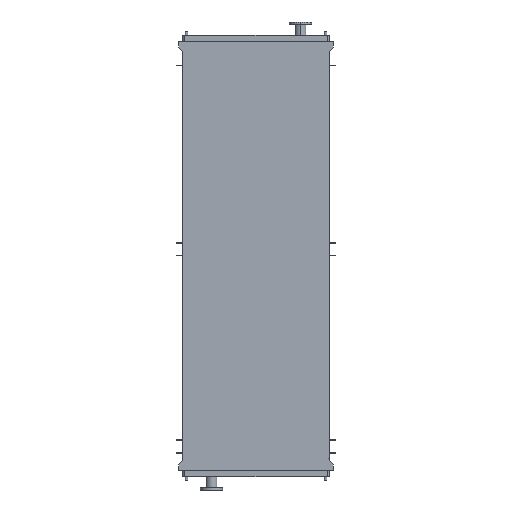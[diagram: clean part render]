
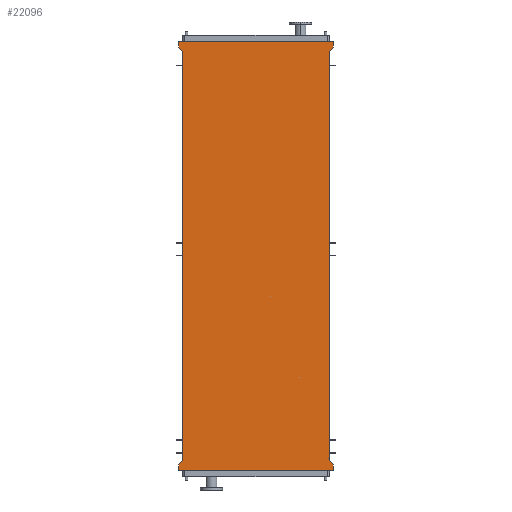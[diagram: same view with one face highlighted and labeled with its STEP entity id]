
A CAD part, front view. The second image highlights one B-rep face of the part: STEP entity #22096.
In plain terms, the highlighted planar face has unit normal (0, -1, 0).
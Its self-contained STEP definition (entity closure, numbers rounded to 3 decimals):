
#403 = EDGE_CURVE ( 'NONE', #8956, #11933, #3879, .T. ) ;
#529 = DIRECTION ( 'NONE',  ( 1., 0., 0. ) ) ;
#878 = VERTEX_POINT ( 'NONE', #23207 ) ;
#1305 = LINE ( 'NONE', #14161, #10488 ) ;
#1990 = PLANE ( 'NONE',  #8065 ) ;
#2121 = VECTOR ( 'NONE', #529, 1000. ) ;
#2983 = DIRECTION ( 'NONE',  ( 0., -1., 0. ) ) ;
#3227 = EDGE_CURVE ( 'NONE', #7709, #7210, #5321, .T. ) ;
#3595 = LINE ( 'NONE', #7479, #8099 ) ;
#3782 = VECTOR ( 'NONE', #9370, 1000. ) ;
#3815 = VECTOR ( 'NONE', #5558, 1000. ) ;
#3879 = LINE ( 'NONE', #16359, #22824 ) ;
#3974 = EDGE_CURVE ( 'NONE', #22130, #878, #12894, .T. ) ;
#4017 = VERTEX_POINT ( 'NONE', #4596 ) ;
#4066 = CARTESIAN_POINT ( 'NONE',  ( -771., 0., 95. ) ) ;
#4110 = EDGE_CURVE ( 'NONE', #878, #8956, #5084, .T. ) ;
#4272 = ORIENTED_EDGE ( 'NONE', *, *, #22952, .F. ) ;
#4596 = CARTESIAN_POINT ( 'NONE',  ( 725., 0., -4050. ) ) ;
#4961 = DIRECTION ( 'NONE',  ( 0., 0., 1. ) ) ;
#5084 = LINE ( 'NONE', #17936, #8793 ) ;
#5244 = ORIENTED_EDGE ( 'NONE', *, *, #16876, .F. ) ;
#5321 = LINE ( 'NONE', #23881, #3815 ) ;
#5503 = CARTESIAN_POINT ( 'NONE',  ( -771., 0., -4103. ) ) ;
#5515 = EDGE_CURVE ( 'NONE', #7210, #6012, #10926, .T. ) ;
#5558 = DIRECTION ( 'NONE',  ( 0., 0., -1. ) ) ;
#5580 = ORIENTED_EDGE ( 'NONE', *, *, #403, .F. ) ;
#5590 = CARTESIAN_POINT ( 'NONE',  ( -771., 0., -4145. ) ) ;
#6012 = VERTEX_POINT ( 'NONE', #13622 ) ;
#6113 = CARTESIAN_POINT ( 'NONE',  ( 771., 0., 95. ) ) ;
#6531 = CARTESIAN_POINT ( 'NONE',  ( 725., 0., -4050. ) ) ;
#6726 = ORIENTED_EDGE ( 'NONE', *, *, #5515, .F. ) ;
#6853 = CARTESIAN_POINT ( 'NONE',  ( 771., 0., 53. ) ) ;
#7142 = VECTOR ( 'NONE', #23911, 1000. ) ;
#7210 = VERTEX_POINT ( 'NONE', #9667 ) ;
#7479 = CARTESIAN_POINT ( 'NONE',  ( -771., 0., -4103. ) ) ;
#7575 = EDGE_CURVE ( 'NONE', #4017, #19342, #8578, .T. ) ;
#7709 = VERTEX_POINT ( 'NONE', #21814 ) ;
#7742 = LINE ( 'NONE', #15136, #22501 ) ;
#7848 = EDGE_CURVE ( 'NONE', #22321, #17390, #7742, .T. ) ;
#8065 = AXIS2_PLACEMENT_3D ( 'NONE', #19610, #2983, #10389 ) ;
#8099 = VECTOR ( 'NONE', #14873, 1000. ) ;
#8159 = LINE ( 'NONE', #10207, #15652 ) ;
#8385 = DIRECTION ( 'NONE',  ( 0.655, 0., -0.755 ) ) ;
#8578 = LINE ( 'NONE', #6531, #9700 ) ;
#8793 = VECTOR ( 'NONE', #14523, 1000. ) ;
#8956 = VERTEX_POINT ( 'NONE', #17123 ) ;
#9214 = CARTESIAN_POINT ( 'NONE',  ( 725., 0., 0. ) ) ;
#9370 = DIRECTION ( 'NONE',  ( 0.655, 0., 0.755 ) ) ;
#9667 = CARTESIAN_POINT ( 'NONE',  ( 771., 0., -4145. ) ) ;
#9700 = VECTOR ( 'NONE', #21331, 1000. ) ;
#10207 = CARTESIAN_POINT ( 'NONE',  ( 771., 0., -4103. ) ) ;
#10389 = DIRECTION ( 'NONE',  ( 0., 0., -1. ) ) ;
#10488 = VECTOR ( 'NONE', #4961, 1000. ) ;
#10926 = LINE ( 'NONE', #5590, #7142 ) ;
#11502 = DIRECTION ( 'NONE',  ( 0., 0., -1. ) ) ;
#11933 = VERTEX_POINT ( 'NONE', #12017 ) ;
#12017 = CARTESIAN_POINT ( 'NONE',  ( -771., 0., 53. ) ) ;
#12266 = CARTESIAN_POINT ( 'NONE',  ( -771., 0., 95. ) ) ;
#12827 = LINE ( 'NONE', #18044, #13656 ) ;
#12851 = DIRECTION ( 'NONE',  ( -0.655, 0., 0.755 ) ) ;
#12894 = LINE ( 'NONE', #20286, #3782 ) ;
#13622 = CARTESIAN_POINT ( 'NONE',  ( -771., 0., -4145. ) ) ;
#13656 = VECTOR ( 'NONE', #14286, 1000. ) ;
#14161 = CARTESIAN_POINT ( 'NONE',  ( -771., 0., 53. ) ) ;
#14286 = DIRECTION ( 'NONE',  ( -0.655, 0., -0.755 ) ) ;
#14342 = EDGE_CURVE ( 'NONE', #19179, #22321, #20687, .T. ) ;
#14455 = ORIENTED_EDGE ( 'NONE', *, *, #3227, .F. ) ;
#14523 = DIRECTION ( 'NONE',  ( 0., 0., 1. ) ) ;
#14526 = EDGE_CURVE ( 'NONE', #4017, #7709, #8159, .T. ) ;
#14713 = FACE_OUTER_BOUND ( 'NONE', #22497, .T. ) ;
#14873 = DIRECTION ( 'NONE',  ( 0., 0., 1. ) ) ;
#15136 = CARTESIAN_POINT ( 'NONE',  ( 771., 0., 95. ) ) ;
#15473 = ORIENTED_EDGE ( 'NONE', *, *, #14342, .F. ) ;
#15652 = VECTOR ( 'NONE', #8385, 1000. ) ;
#16359 = CARTESIAN_POINT ( 'NONE',  ( -725., 0., 0. ) ) ;
#16876 = EDGE_CURVE ( 'NONE', #17390, #19342, #12827, .T. ) ;
#17123 = CARTESIAN_POINT ( 'NONE',  ( -725., 0., 0. ) ) ;
#17390 = VERTEX_POINT ( 'NONE', #6853 ) ;
#17936 = CARTESIAN_POINT ( 'NONE',  ( -725., 0., -4050. ) ) ;
#18044 = CARTESIAN_POINT ( 'NONE',  ( 771., 0., 53. ) ) ;
#19179 = VERTEX_POINT ( 'NONE', #12266 ) ;
#19342 = VERTEX_POINT ( 'NONE', #9214 ) ;
#19463 = ORIENTED_EDGE ( 'NONE', *, *, #7848, .F. ) ;
#19610 = CARTESIAN_POINT ( 'NONE',  ( -725., 0., -4050. ) ) ;
#19907 = ORIENTED_EDGE ( 'NONE', *, *, #7575, .T. ) ;
#20221 = ORIENTED_EDGE ( 'NONE', *, *, #23957, .F. ) ;
#20286 = CARTESIAN_POINT ( 'NONE',  ( -725., 0., -4050. ) ) ;
#20687 = LINE ( 'NONE', #4066, #2121 ) ;
#21331 = DIRECTION ( 'NONE',  ( 0., 0., 1. ) ) ;
#21814 = CARTESIAN_POINT ( 'NONE',  ( 771., 0., -4103. ) ) ;
#22096 = ADVANCED_FACE ( 'NONE', ( #14713 ), #1990, .T. ) ;
#22130 = VERTEX_POINT ( 'NONE', #5503 ) ;
#22321 = VERTEX_POINT ( 'NONE', #6113 ) ;
#22497 = EDGE_LOOP ( 'NONE', ( #19907, #5244, #19463, #15473, #20221, #5580, #22589, #22929, #4272, #6726, #14455, #23570 ) ) ;
#22501 = VECTOR ( 'NONE', #11502, 1000. ) ;
#22589 = ORIENTED_EDGE ( 'NONE', *, *, #4110, .F. ) ;
#22824 = VECTOR ( 'NONE', #12851, 1000. ) ;
#22929 = ORIENTED_EDGE ( 'NONE', *, *, #3974, .F. ) ;
#22952 = EDGE_CURVE ( 'NONE', #6012, #22130, #3595, .T. ) ;
#23207 = CARTESIAN_POINT ( 'NONE',  ( -725., 0., -4050. ) ) ;
#23570 = ORIENTED_EDGE ( 'NONE', *, *, #14526, .F. ) ;
#23881 = CARTESIAN_POINT ( 'NONE',  ( 771., 0., -4145. ) ) ;
#23911 = DIRECTION ( 'NONE',  ( -1., 0., 0. ) ) ;
#23957 = EDGE_CURVE ( 'NONE', #11933, #19179, #1305, .T. ) ;
